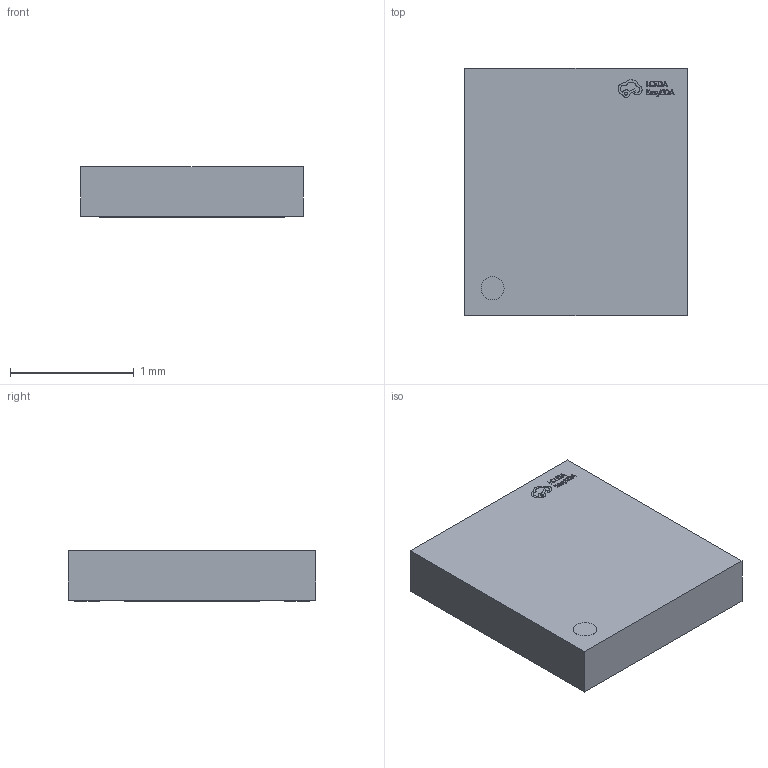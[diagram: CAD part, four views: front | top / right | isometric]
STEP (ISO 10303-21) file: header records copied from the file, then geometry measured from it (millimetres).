
FILE_DESCRIPTION (( 'STEP AP214' ), '1' );
FILE_NAME ('USP-6EL_L2.0-W1.8-P0.55-BL-EP.step', '2022-08-04T09:20:17', ( '' ), ( '' ), 'SwSTEP 2.0', 'SolidWorks 2020', '' );
FILE_SCHEMA (( 'AUTOMOTIVE_DESIGN' ));
Length unit declared in the file: millimetre
Products named in the file (1): USP-6EL_L2.0-W1.8-P0.55-BL-EP
Bounding box: 1.8 x 2 x 0.41 mm (x, y, z)
Volume: 1.5 mm3; surface area: 10.4 mm2
Topology: 14 solids, 14 shells, 335 faces, 876 edges, 584 vertices
Faces by surface type: plane 221, bspline 112, cylinder 2
Entity records: 15246 total; most frequent: CARTESIAN_POINT 3900, ORIENTED_EDGE 1752, DIRECTION 1100, EDGE_CURVE 876, LINE 644, VECTOR 644, VERTEX_POINT 584, EDGE_LOOP 362
